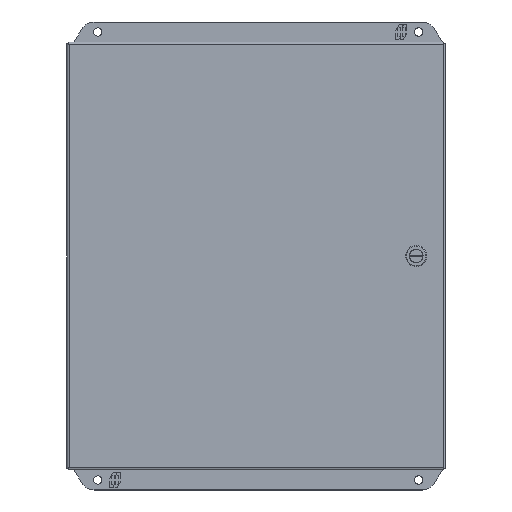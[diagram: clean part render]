
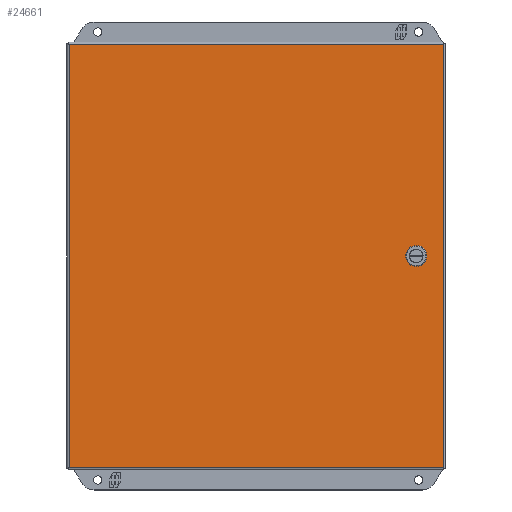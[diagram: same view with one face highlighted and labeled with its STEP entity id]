
A CAD part, front view. The second image highlights one B-rep face of the part: STEP entity #24661.
In plain terms, the highlighted planar face has unit normal (0, -1, 0).
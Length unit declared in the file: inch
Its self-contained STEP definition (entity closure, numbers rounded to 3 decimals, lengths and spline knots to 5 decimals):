
#106 = CARTESIAN_POINT ( 'NONE',  ( 5.98226, -6.61133, -0.331 ) ) ;
#445 = CARTESIAN_POINT ( 'NONE',  ( 6.23768, -6.61133, -0.07559 ) ) ;
#599 = ORIENTED_EDGE ( 'NONE', *, *, #20670, .F. ) ;
#675 = LINE ( 'NONE', #3166, #9427 ) ;
#990 = VERTEX_POINT ( 'NONE', #106 ) ;
#1237 = LINE ( 'NONE', #19851, #20408 ) ;
#1379 = FACE_BOUND ( 'NONE', #11411, .T. ) ;
#1724 = LINE ( 'NONE', #7638, #4008 ) ;
#1731 = CARTESIAN_POINT ( 'NONE',  ( 5.83109, -6.61133, 0.331 ) ) ;
#2401 = DIRECTION ( 'NONE',  ( 0., 0., -1. ) ) ;
#2437 = CARTESIAN_POINT ( 'NONE',  ( -7.07332, -6.61133, 7.914 ) ) ;
#2599 = CARTESIAN_POINT ( 'NONE',  ( -7.07332, -6.61133, 7.914 ) ) ;
#2768 = EDGE_CURVE ( 'NONE', #15125, #25085, #1237, .T. ) ;
#3016 = VECTOR ( 'NONE', #18827, 39.37008 ) ;
#3166 = CARTESIAN_POINT ( 'NONE',  ( -7.07332, -6.61133, -7.914 ) ) ;
#3269 = VECTOR ( 'NONE', #18993, 39.37008 ) ;
#3287 = ORIENTED_EDGE ( 'NONE', *, *, #10811, .F. ) ;
#4008 = VECTOR ( 'NONE', #9732, 39.37008 ) ;
#4448 = EDGE_CURVE ( 'NONE', #12289, #11372, #5789, .T. ) ;
#4653 = ORIENTED_EDGE ( 'NONE', *, *, #7947, .T. ) ;
#5078 = CARTESIAN_POINT ( 'NONE',  ( -7.07332, -6.61133, -7.914 ) ) ;
#5784 = DIRECTION ( 'NONE',  ( 0., 0., 1. ) ) ;
#5789 = LINE ( 'NONE', #7988, #6070 ) ;
#6070 = VECTOR ( 'NONE', #10350, 39.37008 ) ;
#6118 = DIRECTION ( 'NONE',  ( -0.707, 0., 0.707 ) ) ;
#6585 = CARTESIAN_POINT ( 'NONE',  ( -7.07332, -6.61133, -7.914 ) ) ;
#6991 = DIRECTION ( 'NONE',  ( 0., 0., -1. ) ) ;
#7048 = LINE ( 'NONE', #2437, #3269 ) ;
#7566 = FACE_OUTER_BOUND ( 'NONE', #21608, .T. ) ;
#7638 = CARTESIAN_POINT ( 'NONE',  ( 6.23768, -6.61133, -0.07559 ) ) ;
#7791 = VERTEX_POINT ( 'NONE', #13942 ) ;
#7947 = EDGE_CURVE ( 'NONE', #8355, #20622, #675, .T. ) ;
#7988 = CARTESIAN_POINT ( 'NONE',  ( 5.57568, -6.61133, 0.07559 ) ) ;
#8010 = VERTEX_POINT ( 'NONE', #22619 ) ;
#8025 = VERTEX_POINT ( 'NONE', #9606 ) ;
#8072 = LINE ( 'NONE', #16080, #14586 ) ;
#8355 = VERTEX_POINT ( 'NONE', #2599 ) ;
#8794 = CARTESIAN_POINT ( 'NONE',  ( 5.83109, -6.61133, -0.331 ) ) ;
#9275 = CARTESIAN_POINT ( 'NONE',  ( 5.98226, -6.61133, -0.331 ) ) ;
#9281 = LINE ( 'NONE', #11376, #24648 ) ;
#9357 = VERTEX_POINT ( 'NONE', #8794 ) ;
#9427 = VECTOR ( 'NONE', #6991, 39.37008 ) ;
#9606 = CARTESIAN_POINT ( 'NONE',  ( 6.91268, -6.61133, -7.914 ) ) ;
#9675 = EDGE_CURVE ( 'NONE', #9357, #990, #23214, .T. ) ;
#9732 = DIRECTION ( 'NONE',  ( 0.707, 0., 0.707 ) ) ;
#9754 = ORIENTED_EDGE ( 'NONE', *, *, #12923, .T. ) ;
#9762 = VECTOR ( 'NONE', #5784, 39.37008 ) ;
#10350 = DIRECTION ( 'NONE',  ( -0.707, 0., -0.707 ) ) ;
#10738 = VECTOR ( 'NONE', #15319, 39.37008 ) ;
#10811 = EDGE_CURVE ( 'NONE', #7791, #9357, #9281, .T. ) ;
#11372 = VERTEX_POINT ( 'NONE', #19547 ) ;
#11376 = CARTESIAN_POINT ( 'NONE',  ( 5.83109, -6.61133, -0.331 ) ) ;
#11411 = EDGE_LOOP ( 'NONE', ( #20370, #3287, #15955, #17085, #599, #12593, #12110, #23831 ) ) ;
#11588 = EDGE_CURVE ( 'NONE', #25085, #21179, #8072, .T. ) ;
#12013 = EDGE_CURVE ( 'NONE', #11372, #7791, #14486, .T. ) ;
#12110 = ORIENTED_EDGE ( 'NONE', *, *, #2768, .F. ) ;
#12289 = VERTEX_POINT ( 'NONE', #1731 ) ;
#12448 = VECTOR ( 'NONE', #2401, 39.37008 ) ;
#12500 = LINE ( 'NONE', #6585, #15852 ) ;
#12522 = CARTESIAN_POINT ( 'NONE',  ( 5.57568, -6.61133, -0.07559 ) ) ;
#12593 = ORIENTED_EDGE ( 'NONE', *, *, #11588, .F. ) ;
#12923 = EDGE_CURVE ( 'NONE', #8010, #8355, #7048, .T. ) ;
#13077 = DIRECTION ( 'NONE',  ( 0., -1., 0. ) ) ;
#13234 = DIRECTION ( 'NONE',  ( 0.707, 0., -0.707 ) ) ;
#13434 = EDGE_CURVE ( 'NONE', #20622, #8025, #12500, .T. ) ;
#13942 = CARTESIAN_POINT ( 'NONE',  ( 5.57568, -6.61133, -0.07559 ) ) ;
#14486 = LINE ( 'NONE', #12522, #12448 ) ;
#14586 = VECTOR ( 'NONE', #6118, 39.37008 ) ;
#15125 = VERTEX_POINT ( 'NONE', #445 ) ;
#15319 = DIRECTION ( 'NONE',  ( 1., 0., 0. ) ) ;
#15852 = VECTOR ( 'NONE', #24318, 39.37008 ) ;
#15955 = ORIENTED_EDGE ( 'NONE', *, *, #12013, .F. ) ;
#16080 = CARTESIAN_POINT ( 'NONE',  ( 5.98226, -6.61133, 0.331 ) ) ;
#16259 = CARTESIAN_POINT ( 'NONE',  ( 6.91268, -6.61133, -7.914 ) ) ;
#17085 = ORIENTED_EDGE ( 'NONE', *, *, #4448, .F. ) ;
#17726 = LINE ( 'NONE', #16259, #9762 ) ;
#18343 = ORIENTED_EDGE ( 'NONE', *, *, #21615, .T. ) ;
#18827 = DIRECTION ( 'NONE',  ( -1., 0., 0. ) ) ;
#18993 = DIRECTION ( 'NONE',  ( -1., 0., 0. ) ) ;
#19338 = CARTESIAN_POINT ( 'NONE',  ( 5.83109, -6.61133, 0.331 ) ) ;
#19370 = DIRECTION ( 'NONE',  ( 0., 0., 1. ) ) ;
#19547 = CARTESIAN_POINT ( 'NONE',  ( 5.57568, -6.61133, 0.07559 ) ) ;
#19851 = CARTESIAN_POINT ( 'NONE',  ( 6.23768, -6.61133, 0.07559 ) ) ;
#20370 = ORIENTED_EDGE ( 'NONE', *, *, #9675, .F. ) ;
#20408 = VECTOR ( 'NONE', #19370, 39.37008 ) ;
#20622 = VERTEX_POINT ( 'NONE', #25133 ) ;
#20670 = EDGE_CURVE ( 'NONE', #21179, #12289, #24997, .T. ) ;
#21107 = DIRECTION ( 'NONE',  ( 0., 0., -1. ) ) ;
#21179 = VERTEX_POINT ( 'NONE', #25963 ) ;
#21608 = EDGE_LOOP ( 'NONE', ( #18343, #9754, #4653, #24813 ) ) ;
#21615 = EDGE_CURVE ( 'NONE', #8025, #8010, #17726, .T. ) ;
#22619 = CARTESIAN_POINT ( 'NONE',  ( 6.91268, -6.61133, 7.914 ) ) ;
#23080 = PLANE ( 'NONE',  #25791 ) ;
#23178 = CARTESIAN_POINT ( 'NONE',  ( 6.23768, -6.61133, 0.07559 ) ) ;
#23214 = LINE ( 'NONE', #9275, #10738 ) ;
#23831 = ORIENTED_EDGE ( 'NONE', *, *, #25581, .F. ) ;
#24318 = DIRECTION ( 'NONE',  ( 1., 0., 0. ) ) ;
#24648 = VECTOR ( 'NONE', #13234, 39.37008 ) ;
#24661 = ADVANCED_FACE ( 'NONE', ( #1379, #7566 ), #23080, .T. ) ;
#24813 = ORIENTED_EDGE ( 'NONE', *, *, #13434, .T. ) ;
#24997 = LINE ( 'NONE', #19338, #3016 ) ;
#25085 = VERTEX_POINT ( 'NONE', #23178 ) ;
#25133 = CARTESIAN_POINT ( 'NONE',  ( -7.07332, -6.61133, -7.914 ) ) ;
#25581 = EDGE_CURVE ( 'NONE', #990, #15125, #1724, .T. ) ;
#25791 = AXIS2_PLACEMENT_3D ( 'NONE', #5078, #13077, #21107 ) ;
#25963 = CARTESIAN_POINT ( 'NONE',  ( 5.98226, -6.61133, 0.331 ) ) ;
